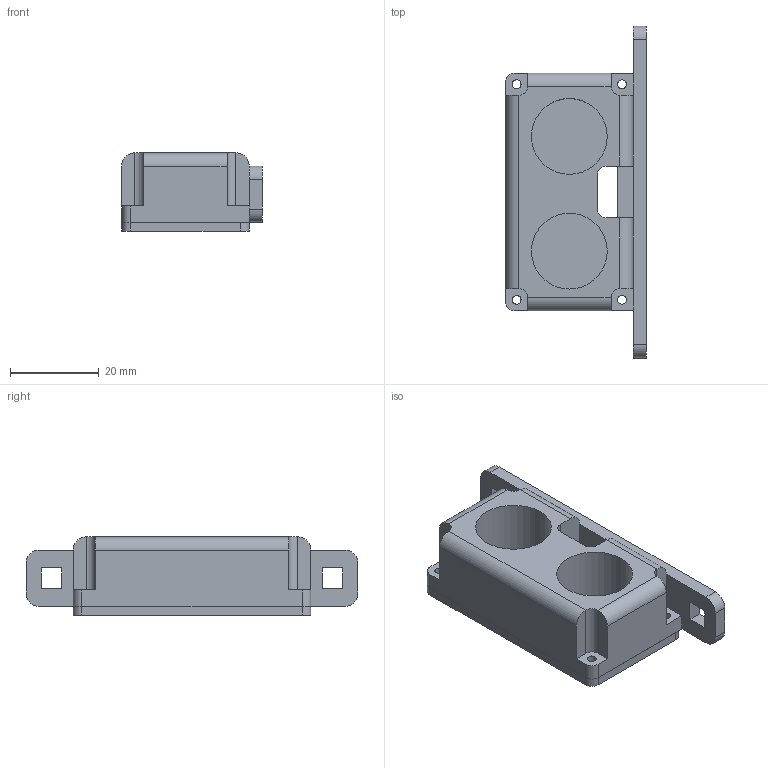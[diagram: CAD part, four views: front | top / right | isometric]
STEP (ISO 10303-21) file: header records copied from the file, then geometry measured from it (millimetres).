
FILE_DESCRIPTION(/* description */ (''),/* implementation_level */ '2;1');
FILE_NAME(/* name */ 'Ultrasonic Sensor Vertical Mount.step',/* time_stamp */ '2018-09-09T17:22:29-04:00',/* author */ (''),/* organization */ (''),/* preprocessor_version */ 'ST-DEVELOPER v17.2',/* originating_system */ 'Autodesk Translation Framework v7.6.0.251',/* authorisation */ '');
FILE_SCHEMA (('AUTOMOTIVE_DESIGN { 1 0 10303 214 3 1 1 }'));
Length unit declared in the file: millimetre
Products named in the file (1): FusionComponent
Bounding box: 31.83 x 75 x 17.69 mm (x, y, z)
Volume: 16946.6 mm3; surface area: 11600.1 mm2
Topology: 2 solids, 2 shells, 94 faces, 263 edges, 172 vertices
Faces by surface type: plane 59, cylinder 35
Full cylindrical faces by diameter (mm): 2 x8, 17.134 x2
Entity records: 3116 total; most frequent: CARTESIAN_POINT 530, DIRECTION 527, ORIENTED_EDGE 526, EDGE_CURVE 263, LINE 189, VECTOR 189, VERTEX_POINT 172, AXIS2_PLACEMENT_3D 169
